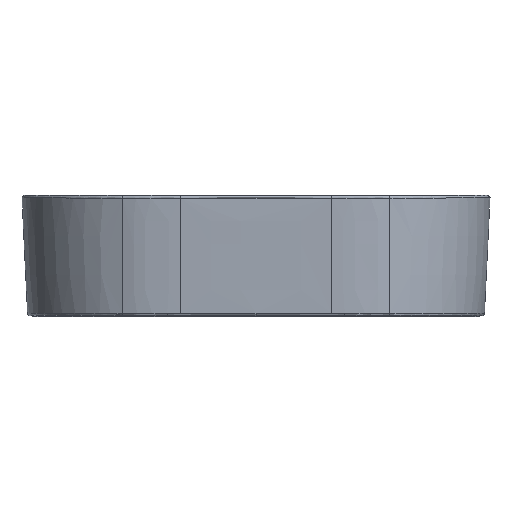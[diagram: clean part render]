
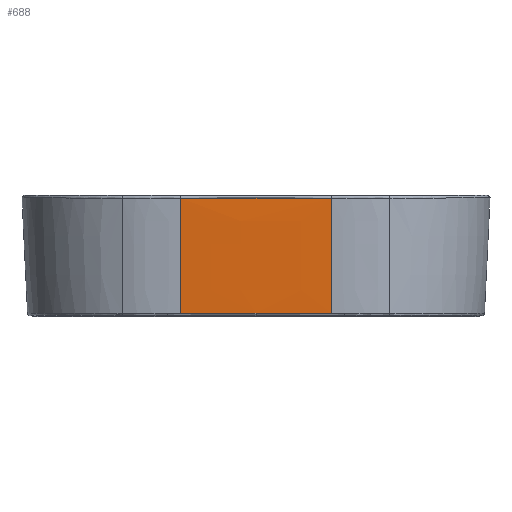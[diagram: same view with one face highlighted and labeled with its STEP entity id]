
A CAD part, front view. The second image highlights one B-rep face of the part: STEP entity #688.
In plain terms, the highlighted free-form (B-spline) face has degree [5, 5] with [6, 6] control points.
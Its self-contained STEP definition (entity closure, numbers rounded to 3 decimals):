
#688=ADVANCED_FACE('',(#991),#765,.F.);
#765=B_SPLINE_SURFACE_WITH_KNOTS('',5,5,((#18496,#18497,#18498,#18499,#18500,
#18501),(#18502,#18503,#18504,#18505,#18506,#18507),(#18508,#18509,#18510,
#18511,#18512,#18513),(#18514,#18515,#18516,#18517,#18518,#18519),(#18520,
#18521,#18522,#18523,#18524,#18525),(#18526,#18527,#18528,#18529,#18530,
#18531)),.UNSPECIFIED.,.F.,.F.,.F.,(6,6),(6,6),(0.,1.),(0.,1.),
 .UNSPECIFIED.);
#991=FACE_OUTER_BOUND('',#1235,.T.);
#1235=EDGE_LOOP('',(#2248,#2249,#2250,#2251,#2252));
#2248=ORIENTED_EDGE('',*,*,#3180,.T.);
#2249=ORIENTED_EDGE('',*,*,#3178,.T.);
#2250=ORIENTED_EDGE('',*,*,#3110,.F.);
#2251=ORIENTED_EDGE('',*,*,#3181,.T.);
#2252=ORIENTED_EDGE('',*,*,#3115,.T.);
#2621=VERTEX_POINT('',#17230);
#2623=VERTEX_POINT('',#17244);
#2626=VERTEX_POINT('',#17356);
#2627=VERTEX_POINT('',#17363);
#2653=VERTEX_POINT('',#18378);
#3110=EDGE_CURVE('',#2623,#2621,#3450,.T.);
#3115=EDGE_CURVE('',#2627,#2626,#3455,.T.);
#3178=EDGE_CURVE('',#2653,#2621,#3489,.T.);
#3180=EDGE_CURVE('',#2626,#2653,#3491,.T.);
#3181=EDGE_CURVE('',#2623,#2627,#3492,.T.);
#3450=B_SPLINE_CURVE_WITH_KNOTS('',5,(#17245,#17246,#17247,#17248,#17249,
#17250),.UNSPECIFIED.,.F.,.F.,(6,6),(0.,1.),.UNSPECIFIED.);
#3455=B_SPLINE_CURVE_WITH_KNOTS('',5,(#17357,#17358,#17359,#17360,#17361,
#17362),.UNSPECIFIED.,.F.,.F.,(6,6),(0.,1.),.UNSPECIFIED.);
#3489=B_SPLINE_CURVE_WITH_KNOTS('',5,(#18372,#18373,#18374,#18375,#18376,
#18377),.UNSPECIFIED.,.F.,.F.,(6,6),(0.,1.),.UNSPECIFIED.);
#3491=B_SPLINE_CURVE_WITH_KNOTS('',5,(#18484,#18485,#18486,#18487,#18488,
#18489),.UNSPECIFIED.,.F.,.F.,(6,6),(0.,1.),.UNSPECIFIED.);
#3492=B_SPLINE_CURVE_WITH_KNOTS('',5,(#18490,#18491,#18492,#18493,#18494,
#18495),.UNSPECIFIED.,.F.,.F.,(6,6),(0.,1.),.UNSPECIFIED.);
#17230=CARTESIAN_POINT('',(90.246,-172.124,-68.342));
#17244=CARTESIAN_POINT('',(90.198,-178.819,69.346));
#17245=CARTESIAN_POINT('',(90.198,-178.819,69.346));
#17246=CARTESIAN_POINT('',(90.155,-177.44,41.809));
#17247=CARTESIAN_POINT('',(90.137,-176.08,14.273));
#17248=CARTESIAN_POINT('',(90.144,-174.742,-13.263));
#17249=CARTESIAN_POINT('',(90.177,-173.426,-40.8));
#17250=CARTESIAN_POINT('',(90.246,-172.125,-68.342));
#17356=CARTESIAN_POINT('',(-90.246,-172.124,-68.342));
#17357=CARTESIAN_POINT('',(-90.198,-178.819,69.346));
#17358=CARTESIAN_POINT('',(-90.155,-177.44,41.809));
#17359=CARTESIAN_POINT('',(-90.137,-176.08,14.273));
#17360=CARTESIAN_POINT('',(-90.144,-174.742,-13.263));
#17361=CARTESIAN_POINT('',(-90.177,-173.426,-40.8));
#17362=CARTESIAN_POINT('',(-90.246,-172.125,-68.342));
#17363=CARTESIAN_POINT('',(-90.198,-178.819,69.346));
#18372=CARTESIAN_POINT('',(0.,-173.203,-68.341));
#18373=CARTESIAN_POINT('',(18.05,-173.203,-68.341));
#18374=CARTESIAN_POINT('',(36.101,-173.095,-68.341));
#18375=CARTESIAN_POINT('',(54.151,-172.88,-68.341));
#18376=CARTESIAN_POINT('',(72.199,-172.556,-68.342));
#18377=CARTESIAN_POINT('',(90.246,-172.125,-68.342));
#18378=CARTESIAN_POINT('',(0.,-173.202,-68.341));
#18484=CARTESIAN_POINT('',(-90.246,-172.125,-68.342));
#18485=CARTESIAN_POINT('',(-72.199,-172.556,-68.342));
#18486=CARTESIAN_POINT('',(-54.151,-172.88,-68.341));
#18487=CARTESIAN_POINT('',(-36.101,-173.095,-68.341));
#18488=CARTESIAN_POINT('',(-18.05,-173.203,-68.341));
#18489=CARTESIAN_POINT('',(0.,-173.203,-68.341));
#18490=CARTESIAN_POINT('',(90.198,-178.819,69.346));
#18491=CARTESIAN_POINT('',(54.125,-179.692,69.346));
#18492=CARTESIAN_POINT('',(18.042,-180.128,69.346));
#18493=CARTESIAN_POINT('',(-18.042,-180.128,69.346));
#18494=CARTESIAN_POINT('',(-54.125,-179.692,69.346));
#18495=CARTESIAN_POINT('',(-90.198,-178.819,69.346));
#18496=CARTESIAN_POINT('',(90.246,-172.125,-68.342));
#18497=CARTESIAN_POINT('',(90.177,-173.426,-40.8));
#18498=CARTESIAN_POINT('',(90.144,-174.742,-13.263));
#18499=CARTESIAN_POINT('',(90.137,-176.08,14.273));
#18500=CARTESIAN_POINT('',(90.155,-177.44,41.809));
#18501=CARTESIAN_POINT('',(90.198,-178.819,69.346));
#18502=CARTESIAN_POINT('',(54.153,-172.988,-68.341));
#18503=CARTESIAN_POINT('',(54.09,-174.184,-40.794));
#18504=CARTESIAN_POINT('',(54.061,-175.454,-13.255));
#18505=CARTESIAN_POINT('',(54.058,-176.797,14.28));
#18506=CARTESIAN_POINT('',(54.079,-178.21,41.813));
#18507=CARTESIAN_POINT('',(54.125,-179.692,69.346));
#18508=CARTESIAN_POINT('',(18.052,-173.419,-68.341));
#18509=CARTESIAN_POINT('',(18.027,-174.563,-40.79));
#18510=CARTESIAN_POINT('',(18.016,-175.81,-13.25));
#18511=CARTESIAN_POINT('',(18.015,-177.155,14.284));
#18512=CARTESIAN_POINT('',(18.023,-178.595,41.815));
#18513=CARTESIAN_POINT('',(18.042,-180.128,69.346));
#18514=CARTESIAN_POINT('',(-18.052,-173.419,-68.341));
#18515=CARTESIAN_POINT('',(-18.027,-174.563,-40.79));
#18516=CARTESIAN_POINT('',(-18.016,-175.81,-13.25));
#18517=CARTESIAN_POINT('',(-18.015,-177.155,14.284));
#18518=CARTESIAN_POINT('',(-18.023,-178.595,41.815));
#18519=CARTESIAN_POINT('',(-18.042,-180.128,69.346));
#18520=CARTESIAN_POINT('',(-54.153,-172.988,-68.341));
#18521=CARTESIAN_POINT('',(-54.09,-174.184,-40.794));
#18522=CARTESIAN_POINT('',(-54.061,-175.454,-13.254));
#18523=CARTESIAN_POINT('',(-54.058,-176.797,14.28));
#18524=CARTESIAN_POINT('',(-54.079,-178.21,41.813));
#18525=CARTESIAN_POINT('',(-54.125,-179.692,69.346));
#18526=CARTESIAN_POINT('',(-90.246,-172.125,-68.342));
#18527=CARTESIAN_POINT('',(-90.177,-173.426,-40.8));
#18528=CARTESIAN_POINT('',(-90.144,-174.742,-13.263));
#18529=CARTESIAN_POINT('',(-90.137,-176.08,14.273));
#18530=CARTESIAN_POINT('',(-90.155,-177.44,41.809));
#18531=CARTESIAN_POINT('',(-90.198,-178.819,69.346));
